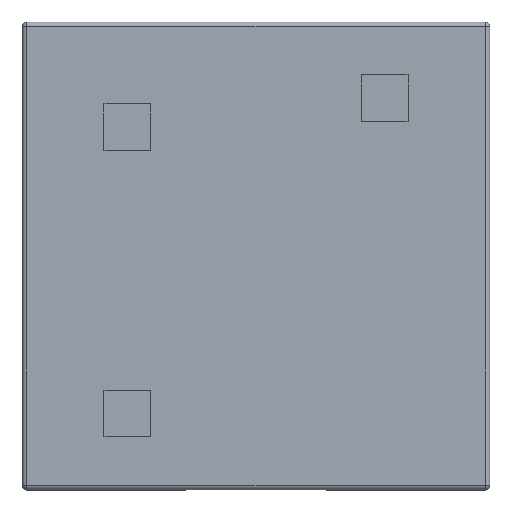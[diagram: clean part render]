
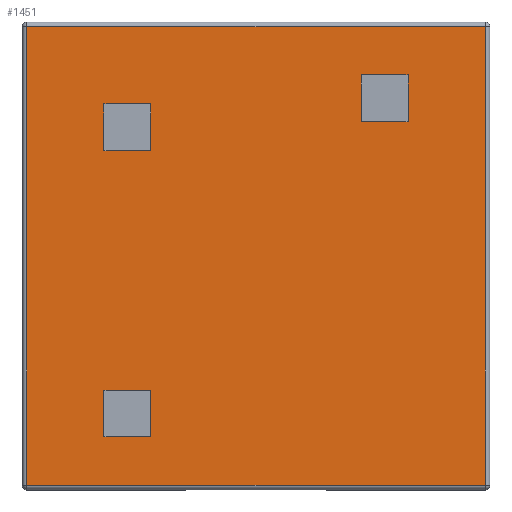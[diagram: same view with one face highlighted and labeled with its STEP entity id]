
A CAD part, top view. The second image highlights one B-rep face of the part: STEP entity #1451.
In plain terms, the highlighted planar face has unit normal (0, 0, 1).
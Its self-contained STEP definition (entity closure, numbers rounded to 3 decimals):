
#16=FACE_BOUND('',#606,.T.);
#17=FACE_BOUND('',#607,.T.);
#18=FACE_BOUND('',#608,.T.);
#29=PLANE('',#1572);
#104=LINE('',#2092,#286);
#110=LINE('',#2114,#292);
#112=LINE('',#2117,#294);
#114=LINE('',#2120,#296);
#145=LINE('',#2183,#327);
#146=LINE('',#2185,#328);
#147=LINE('',#2187,#329);
#148=LINE('',#2188,#330);
#149=LINE('',#2191,#331);
#150=LINE('',#2193,#332);
#151=LINE('',#2195,#333);
#152=LINE('',#2196,#334);
#153=LINE('',#2199,#335);
#154=LINE('',#2201,#336);
#155=LINE('',#2203,#337);
#156=LINE('',#2204,#338);
#286=VECTOR('',#1699,10.);
#292=VECTOR('',#1723,10.);
#294=VECTOR('',#1727,10.);
#296=VECTOR('',#1731,10.);
#327=VECTOR('',#1780,10.);
#328=VECTOR('',#1781,10.);
#329=VECTOR('',#1782,10.);
#330=VECTOR('',#1783,10.);
#331=VECTOR('',#1784,10.);
#332=VECTOR('',#1785,10.);
#333=VECTOR('',#1786,10.);
#334=VECTOR('',#1787,10.);
#335=VECTOR('',#1788,10.);
#336=VECTOR('',#1789,10.);
#337=VECTOR('',#1790,10.);
#338=VECTOR('',#1791,10.);
#516=FACE_OUTER_BOUND('',#605,.T.);
#605=EDGE_LOOP('',(#1127,#1128,#1129,#1130));
#606=EDGE_LOOP('',(#1131,#1132,#1133,#1134));
#607=EDGE_LOOP('',(#1135,#1136,#1137,#1138));
#608=EDGE_LOOP('',(#1139,#1140,#1141,#1142));
#694=VERTEX_POINT('',#2036);
#701=VERTEX_POINT('',#2055);
#708=VERTEX_POINT('',#2074);
#715=VERTEX_POINT('',#2096);
#742=VERTEX_POINT('',#2181);
#743=VERTEX_POINT('',#2182);
#744=VERTEX_POINT('',#2184);
#745=VERTEX_POINT('',#2186);
#746=VERTEX_POINT('',#2189);
#747=VERTEX_POINT('',#2190);
#748=VERTEX_POINT('',#2192);
#749=VERTEX_POINT('',#2194);
#750=VERTEX_POINT('',#2197);
#751=VERTEX_POINT('',#2198);
#752=VERTEX_POINT('',#2200);
#753=VERTEX_POINT('',#2202);
#844=EDGE_CURVE('',#694,#708,#104,.T.);
#855=EDGE_CURVE('',#708,#715,#110,.T.);
#857=EDGE_CURVE('',#715,#701,#112,.T.);
#859=EDGE_CURVE('',#701,#694,#114,.T.);
#890=EDGE_CURVE('',#742,#743,#145,.T.);
#891=EDGE_CURVE('',#743,#744,#146,.T.);
#892=EDGE_CURVE('',#744,#745,#147,.T.);
#893=EDGE_CURVE('',#745,#742,#148,.T.);
#894=EDGE_CURVE('',#746,#747,#149,.T.);
#895=EDGE_CURVE('',#747,#748,#150,.T.);
#896=EDGE_CURVE('',#748,#749,#151,.T.);
#897=EDGE_CURVE('',#749,#746,#152,.T.);
#898=EDGE_CURVE('',#750,#751,#153,.T.);
#899=EDGE_CURVE('',#751,#752,#154,.T.);
#900=EDGE_CURVE('',#752,#753,#155,.T.);
#901=EDGE_CURVE('',#753,#750,#156,.T.);
#1127=ORIENTED_EDGE('',*,*,#844,.F.);
#1128=ORIENTED_EDGE('',*,*,#859,.F.);
#1129=ORIENTED_EDGE('',*,*,#857,.F.);
#1130=ORIENTED_EDGE('',*,*,#855,.F.);
#1131=ORIENTED_EDGE('',*,*,#890,.T.);
#1132=ORIENTED_EDGE('',*,*,#891,.T.);
#1133=ORIENTED_EDGE('',*,*,#892,.T.);
#1134=ORIENTED_EDGE('',*,*,#893,.T.);
#1135=ORIENTED_EDGE('',*,*,#894,.T.);
#1136=ORIENTED_EDGE('',*,*,#895,.T.);
#1137=ORIENTED_EDGE('',*,*,#896,.T.);
#1138=ORIENTED_EDGE('',*,*,#897,.T.);
#1139=ORIENTED_EDGE('',*,*,#898,.T.);
#1140=ORIENTED_EDGE('',*,*,#899,.T.);
#1141=ORIENTED_EDGE('',*,*,#900,.T.);
#1142=ORIENTED_EDGE('',*,*,#901,.T.);
#1451=ADVANCED_FACE('',(#516,#16,#17,#18),#29,.T.);
#1572=AXIS2_PLACEMENT_3D('',#2180,#1778,#1779);
#1699=DIRECTION('',(1.,0.,0.));
#1723=DIRECTION('',(0.,-1.,0.));
#1727=DIRECTION('',(-1.,0.,0.));
#1731=DIRECTION('',(0.,1.,0.));
#1778=DIRECTION('center_axis',(0.,0.,1.));
#1779=DIRECTION('ref_axis',(1.,0.,0.));
#1780=DIRECTION('',(1.,0.,0.));
#1781=DIRECTION('',(0.,-1.,0.));
#1782=DIRECTION('',(-1.,0.,0.));
#1783=DIRECTION('',(0.,1.,0.));
#1784=DIRECTION('',(1.,0.,0.));
#1785=DIRECTION('',(0.,-1.,0.));
#1786=DIRECTION('',(-1.,0.,0.));
#1787=DIRECTION('',(0.,1.,0.));
#1788=DIRECTION('',(1.,0.,0.));
#1789=DIRECTION('',(0.,-1.,0.));
#1790=DIRECTION('',(-1.,0.,0.));
#1791=DIRECTION('',(0.,1.,0.));
#2036=CARTESIAN_POINT('',(-0.49,0.49,0.26));
#2055=CARTESIAN_POINT('',(-0.49,-0.49,0.26));
#2074=CARTESIAN_POINT('',(0.49,0.49,0.26));
#2092=CARTESIAN_POINT('',(0.25,0.49,0.26));
#2096=CARTESIAN_POINT('',(0.49,-0.49,0.26));
#2114=CARTESIAN_POINT('',(0.49,-0.25,0.26));
#2117=CARTESIAN_POINT('',(-0.25,-0.49,0.26));
#2120=CARTESIAN_POINT('',(-0.49,0.25,0.26));
#2180=CARTESIAN_POINT('Origin',(0.,0.,0.26));
#2181=CARTESIAN_POINT('',(0.225,0.387,0.26));
#2182=CARTESIAN_POINT('',(0.325,0.387,0.26));
#2183=CARTESIAN_POINT('',(0.113,0.387,0.26));
#2184=CARTESIAN_POINT('',(0.325,0.287,0.26));
#2185=CARTESIAN_POINT('',(0.325,0.194,0.26));
#2186=CARTESIAN_POINT('',(0.225,0.287,0.26));
#2187=CARTESIAN_POINT('',(0.163,0.287,0.26));
#2188=CARTESIAN_POINT('',(0.225,0.144,0.26));
#2189=CARTESIAN_POINT('',(-0.325,0.325,0.26));
#2190=CARTESIAN_POINT('',(-0.225,0.325,0.26));
#2191=CARTESIAN_POINT('',(-0.163,0.325,0.26));
#2192=CARTESIAN_POINT('',(-0.225,0.225,0.26));
#2193=CARTESIAN_POINT('',(-0.225,0.163,0.26));
#2194=CARTESIAN_POINT('',(-0.325,0.225,0.26));
#2195=CARTESIAN_POINT('',(-0.113,0.225,0.26));
#2196=CARTESIAN_POINT('',(-0.325,0.113,0.26));
#2197=CARTESIAN_POINT('',(-0.325,-0.287,0.26));
#2198=CARTESIAN_POINT('',(-0.225,-0.287,0.26));
#2199=CARTESIAN_POINT('',(-0.163,-0.287,0.26));
#2200=CARTESIAN_POINT('',(-0.225,-0.387,0.26));
#2201=CARTESIAN_POINT('',(-0.225,-0.144,0.26));
#2202=CARTESIAN_POINT('',(-0.325,-0.387,0.26));
#2203=CARTESIAN_POINT('',(-0.113,-0.387,0.26));
#2204=CARTESIAN_POINT('',(-0.325,-0.194,0.26));
